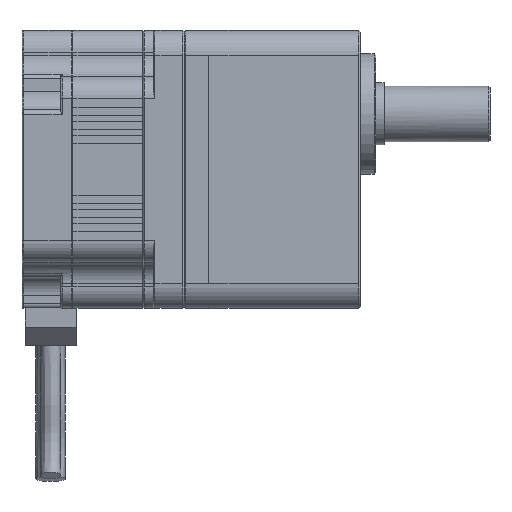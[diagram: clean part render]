
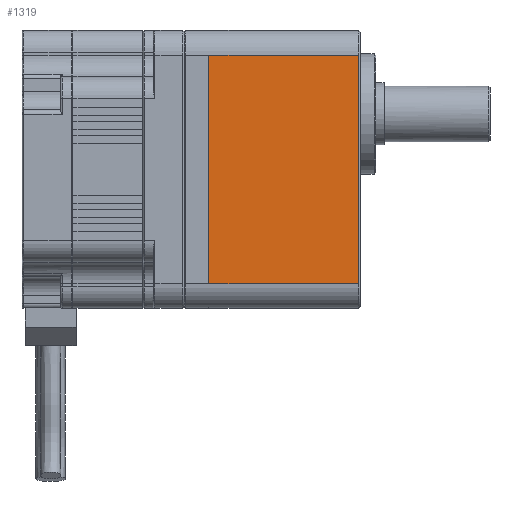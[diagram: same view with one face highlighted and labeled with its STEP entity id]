
A CAD part, left-side view. The second image highlights one B-rep face of the part: STEP entity #1319.
In plain terms, the highlighted planar face has unit normal (-1, 0, 0).
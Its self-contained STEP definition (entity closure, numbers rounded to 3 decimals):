
#1319 = ADVANCED_FACE( '', ( #2873 ), #2874, .F. );
#2873 = FACE_OUTER_BOUND( '', #4887, .T. );
#2874 = PLANE( '', #4888 );
#4887 = EDGE_LOOP( '', ( #9001, #9002, #9003, #9004 ) );
#4888 = AXIS2_PLACEMENT_3D( '', #9005, #9006, #9007 );
#9001 = ORIENTED_EDGE( '', *, *, #12456, .T. );
#9002 = ORIENTED_EDGE( '', *, *, #12095, .T. );
#9003 = ORIENTED_EDGE( '', *, *, #11398, .T. );
#9004 = ORIENTED_EDGE( '', *, *, #11877, .T. );
#9005 = CARTESIAN_POINT( '', ( -45., -46.5, 45. ) );
#9006 = DIRECTION( '', ( 1., 0., 0. ) );
#9007 = DIRECTION( '', ( 0., 0., -1. ) );
#11398 = EDGE_CURVE( '', #13543, #13544, #13545, .T. );
#11877 = EDGE_CURVE( '', #13544, #14311, #14313, .T. );
#12095 = EDGE_CURVE( '', #14621, #13543, #14622, .T. );
#12456 = EDGE_CURVE( '', #14311, #14621, #15107, .F. );
#13543 = VERTEX_POINT( '', #16497 );
#13544 = VERTEX_POINT( '', #16498 );
#13545 = LINE( '', #16499, #16500 );
#14311 = VERTEX_POINT( '', #17894 );
#14313 = LINE( '', #17896, #17897 );
#14621 = VERTEX_POINT( '', #18545 );
#14622 = LINE( '', #18546, #18547 );
#15107 = LINE( '', #19348, #19349 );
#16497 = CARTESIAN_POINT( '', ( -45., -56.5, 37. ) );
#16498 = CARTESIAN_POINT( '', ( -45., -8., 37. ) );
#16499 = CARTESIAN_POINT( '', ( -45., -46.5, 37. ) );
#16500 = VECTOR( '', #20679, 1000. );
#17894 = CARTESIAN_POINT( '', ( -45., -8., -37. ) );
#17896 = CARTESIAN_POINT( '', ( -45., -8., 45. ) );
#17897 = VECTOR( '', #21254, 1000. );
#18545 = CARTESIAN_POINT( '', ( -45., -56.5, -37. ) );
#18546 = CARTESIAN_POINT( '', ( -45., -56.5, 0. ) );
#18547 = VECTOR( '', #21485, 1000. );
#19348 = CARTESIAN_POINT( '', ( -45., -46.5, -37. ) );
#19349 = VECTOR( '', #21857, 1000. );
#20679 = DIRECTION( '', ( 0., 1., 0. ) );
#21254 = DIRECTION( '', ( 0., 0., -1. ) );
#21485 = DIRECTION( '', ( 0., 0., 1. ) );
#21857 = DIRECTION( '', ( 0., 1., 0. ) );
